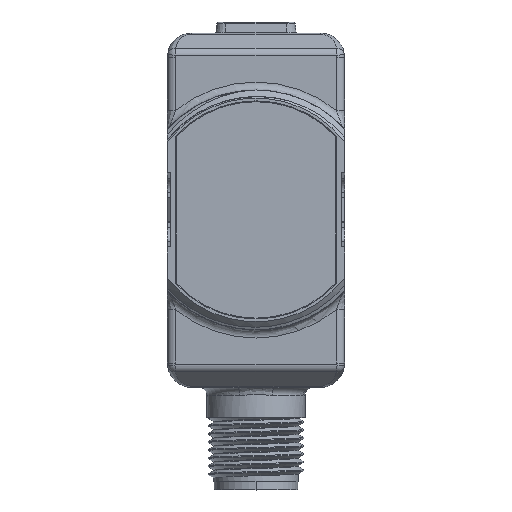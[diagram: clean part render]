
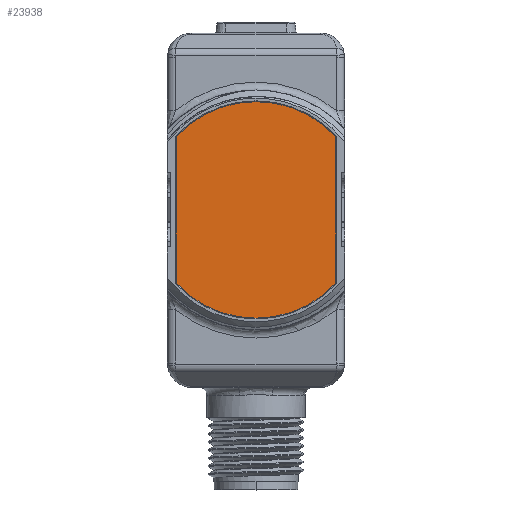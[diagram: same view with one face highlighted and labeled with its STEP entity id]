
A CAD part, top view. The second image highlights one B-rep face of the part: STEP entity #23938.
In plain terms, the highlighted planar face has unit normal (0, 0, 1).
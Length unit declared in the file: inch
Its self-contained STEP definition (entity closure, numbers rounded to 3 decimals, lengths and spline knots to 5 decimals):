
#10458=CARTESIAN_POINT('',(0.,0.86614,0.1378));
#10459=DIRECTION('',(0.,0.,1.));
#10460=DIRECTION('',(0.736,0.677,0.));
#10461=AXIS2_PLACEMENT_3D('',#10458,#10459,#10460);
#10463=DIRECTION('',(0.,1.,0.));
#10464=VECTOR('',#10463,0.71689);
#10465=CARTESIAN_POINT('',(0.38976,0.5077,
0.1378));
#10466=LINE('',#10465,#10464);
#10467=CARTESIAN_POINT('',(0.,0.86614,0.1378));
#10468=DIRECTION('',(0.,0.,1.));
#10469=DIRECTION('',(-0.736,-0.677,0.));
#10470=AXIS2_PLACEMENT_3D('',#10467,#10468,#10469);
#10472=DIRECTION('',(0.,-1.,0.));
#10473=VECTOR('',#10472,0.71689);
#10474=CARTESIAN_POINT('',(-0.38976,1.22459,
0.1378));
#10475=LINE('',#10474,#10473);
#11771=CARTESIAN_POINT('',(0.38976,1.22459,
0.1378));
#11772=CARTESIAN_POINT('',(-0.38976,1.22459,
0.1378));
#11773=VERTEX_POINT('',#11771);
#11774=VERTEX_POINT('',#11772);
#11775=CARTESIAN_POINT('',(-0.38976,0.5077,
0.1378));
#11776=VERTEX_POINT('',#11775);
#11777=CARTESIAN_POINT('',(0.38976,0.5077,
0.1378));
#11778=VERTEX_POINT('',#11777);
#23926=CARTESIAN_POINT('',(0.,0.86614,0.1378));
#23927=DIRECTION('',(0.,0.,1.));
#23928=DIRECTION('',(0.,-1.,0.));
#23929=AXIS2_PLACEMENT_3D('',#23926,#23927,#23928);
#23930=PLANE('',#23929);
#23931=ORIENTED_EDGE('',*,*,#23826,.F.);
#23932=ORIENTED_EDGE('',*,*,#23845,.F.);
#23934=ORIENTED_EDGE('',*,*,#23933,.F.);
#23935=ORIENTED_EDGE('',*,*,#23916,.F.);
#23936=EDGE_LOOP('',(#23931,#23932,#23934,#23935));
#23937=FACE_OUTER_BOUND('',#23936,.F.);
#23938=ADVANCED_FACE('',(#23937),#23930,.T.);
#10462=CIRCLE('',#10461,0.52953);
#10471=CIRCLE('',#10470,0.52953);
#23826=EDGE_CURVE('',#11773,#11774,#10462,.T.);
#23845=EDGE_CURVE('',#11778,#11773,#10466,.T.);
#23916=EDGE_CURVE('',#11774,#11776,#10475,.T.);
#23933=EDGE_CURVE('',#11776,#11778,#10471,.T.);
